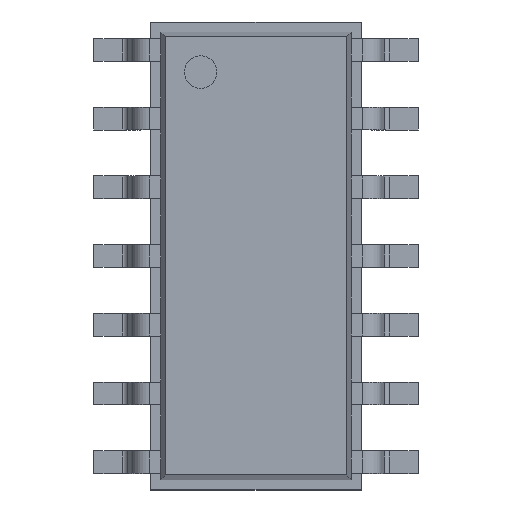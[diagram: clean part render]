
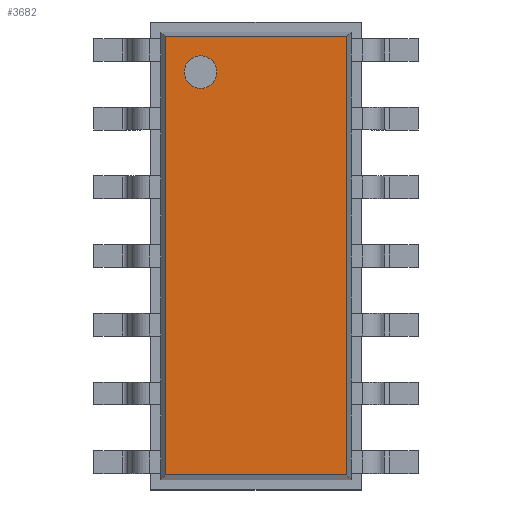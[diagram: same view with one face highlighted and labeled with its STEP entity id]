
A CAD part, top view. The second image highlights one B-rep face of the part: STEP entity #3682.
In plain terms, the highlighted planar face has unit normal (0, 0, 1).
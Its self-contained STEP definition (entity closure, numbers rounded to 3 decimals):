
#27=VECTOR('',#28,1.);
#28=DIRECTION('',(0.,-1.,0.));
#107=VECTOR('',#108,1.);
#108=DIRECTION('',(1.,0.,0.));
#114=VECTOR('',#115,1.);
#115=DIRECTION('',(0.,1.,0.));
#119=VECTOR('',#120,1.);
#120=DIRECTION('',(-1.,0.,0.));
#123=DIRECTION('',(0.,0.,-1.));
#1971=VERTEX_POINT('',#1972);
#1972=CARTESIAN_POINT('',(1.673,4.048,1.55));
#1974=ORIENTED_EDGE('',*,*,#1975,.F.);
#1975=EDGE_CURVE('',#1976,#1971,#1978,.T.);
#1976=VERTEX_POINT('',#1977);
#1977=CARTESIAN_POINT('',(1.673,-4.048,1.55));
#1978=LINE('',#1977,#114);
#1989=VERTEX_POINT('',#1990);
#1990=CARTESIAN_POINT('',(-1.673,4.048,1.55));
#1992=ORIENTED_EDGE('',*,*,#1993,.F.);
#1993=EDGE_CURVE('',#1971,#1989,#1994,.T.);
#1994=LINE('',#1972,#119);
#2024=VERTEX_POINT('',#2025);
#2025=CARTESIAN_POINT('',(-1.673,-4.048,1.55));
#2027=ORIENTED_EDGE('',*,*,#2028,.F.);
#2028=EDGE_CURVE('',#1989,#2024,#2029,.T.);
#2029=LINE('',#1990,#27);
#2648=ORIENTED_EDGE('',*,*,#2649,.F.);
#2649=EDGE_CURVE('',#2024,#1976,#2650,.T.);
#2650=LINE('',#2025,#107);
#3682=ADVANCED_FACE('',(#3683,#3685),#3695,.F.);
#3683=FACE_BOUND('',#3684,.F.);
#3684=EDGE_LOOP('',(#2027,#1992,#1974,#2648));
#3685=FACE_BOUND('',#3686,.F.);
#3686=EDGE_LOOP('',(#3687));
#3687=ORIENTED_EDGE('',*,*,#3688,.F.);
#3688=EDGE_CURVE('',#3689,#3689,#3691,.T.);
#3689=VERTEX_POINT('',#3690);
#3690=CARTESIAN_POINT('',(-1.023,3.098,1.55));
#3691=CIRCLE('',#3692,0.3);
#3692=AXIS2_PLACEMENT_3D('',#3693,#3694,#28);
#3693=CARTESIAN_POINT('',(-1.023,3.398,1.55));
#3694=DIRECTION('',(0.,-0.,-1.));
#3695=PLANE('',#3696);
#3696=AXIS2_PLACEMENT_3D('',#1990,#123,#3697);
#3697=DIRECTION('',(0.382,-0.924,0.));
